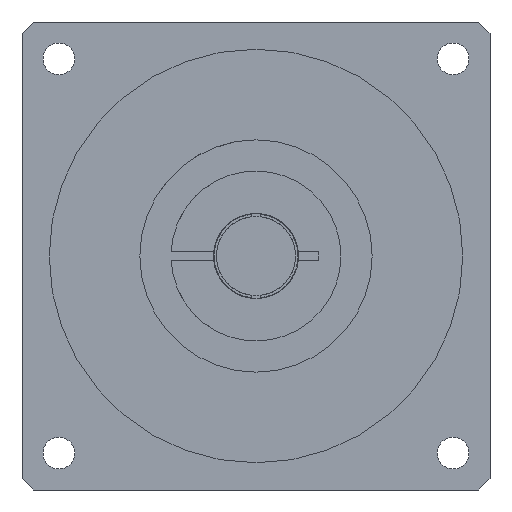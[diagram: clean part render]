
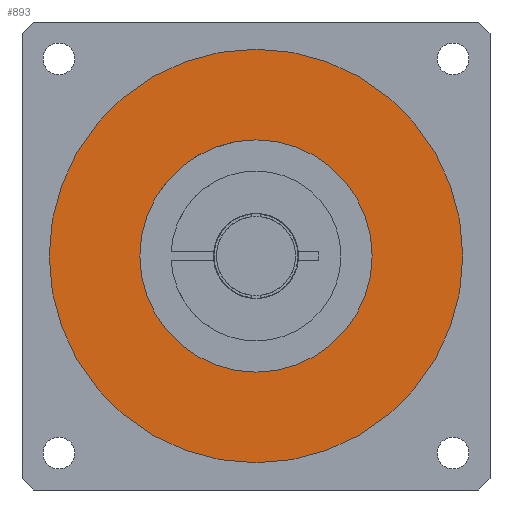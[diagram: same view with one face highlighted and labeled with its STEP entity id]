
A CAD part, front view. The second image highlights one B-rep face of the part: STEP entity #893.
In plain terms, the highlighted planar face has unit normal (0, -1, 0).
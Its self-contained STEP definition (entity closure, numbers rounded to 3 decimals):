
#97 = ORIENTED_EDGE ( 'NONE', *, *, #3040, .T. ) ;
#160 = DIRECTION ( 'NONE',  ( 0., -1., 0. ) ) ;
#181 = CARTESIAN_POINT ( 'NONE',  ( 0., -77., 0. ) ) ;
#185 = EDGE_CURVE ( 'NONE', #3245, #998, #3063, .T. ) ;
#186 = AXIS2_PLACEMENT_3D ( 'NONE', #1919, #4343, #2249 ) ;
#248 = CARTESIAN_POINT ( 'NONE',  ( 0., -77., 36.5 ) ) ;
#298 = EDGE_LOOP ( 'NONE', ( #2918, #796 ) ) ;
#463 = DIRECTION ( 'NONE',  ( 0., 1., 0. ) ) ;
#531 = CIRCLE ( 'NONE', #2376, 20.5 ) ;
#540 = DIRECTION ( 'NONE',  ( 0., 0., -1. ) ) ;
#586 = CARTESIAN_POINT ( 'NONE',  ( 0., -77., 20.5 ) ) ;
#592 = EDGE_LOOP ( 'NONE', ( #626, #97 ) ) ;
#626 = ORIENTED_EDGE ( 'NONE', *, *, #185, .T. ) ;
#796 = ORIENTED_EDGE ( 'NONE', *, *, #1264, .T. ) ;
#893 = ADVANCED_FACE ( 'NONE', ( #3935, #4261 ), #1552, .T. ) ;
#977 = CARTESIAN_POINT ( 'NONE',  ( 0., -77., -36.5 ) ) ;
#998 = VERTEX_POINT ( 'NONE', #586 ) ;
#1061 = AXIS2_PLACEMENT_3D ( 'NONE', #181, #2620, #540 ) ;
#1264 = EDGE_CURVE ( 'NONE', #4345, #2460, #4257, .T. ) ;
#1552 = PLANE ( 'NONE',  #4250 ) ;
#1919 = CARTESIAN_POINT ( 'NONE',  ( 0., -77., 0. ) ) ;
#1973 = CARTESIAN_POINT ( 'NONE',  ( 0., -77., 0. ) ) ;
#2058 = CIRCLE ( 'NONE', #186, 36.5 ) ;
#2249 = DIRECTION ( 'NONE',  ( 0., 0., -1. ) ) ;
#2308 = DIRECTION ( 'NONE',  ( 0., 0., -1. ) ) ;
#2376 = AXIS2_PLACEMENT_3D ( 'NONE', #2544, #463, #2894 ) ;
#2460 = VERTEX_POINT ( 'NONE', #977 ) ;
#2544 = CARTESIAN_POINT ( 'NONE',  ( 0., -77., 0. ) ) ;
#2595 = DIRECTION ( 'NONE',  ( 0., 0., -1. ) ) ;
#2620 = DIRECTION ( 'NONE',  ( 0., -1., 0. ) ) ;
#2644 = AXIS2_PLACEMENT_3D ( 'NONE', #1973, #4411, #2308 ) ;
#2894 = DIRECTION ( 'NONE',  ( 0., 0., -1. ) ) ;
#2918 = ORIENTED_EDGE ( 'NONE', *, *, #3122, .T. ) ;
#3040 = EDGE_CURVE ( 'NONE', #998, #3245, #531, .T. ) ;
#3063 = CIRCLE ( 'NONE', #2644, 20.5 ) ;
#3122 = EDGE_CURVE ( 'NONE', #2460, #4345, #2058, .T. ) ;
#3202 = CARTESIAN_POINT ( 'NONE',  ( 0., -77., -20.5 ) ) ;
#3245 = VERTEX_POINT ( 'NONE', #3202 ) ;
#3935 = FACE_OUTER_BOUND ( 'NONE', #298, .T. ) ;
#3987 = CARTESIAN_POINT ( 'NONE',  ( 0., -77., 0. ) ) ;
#4250 = AXIS2_PLACEMENT_3D ( 'NONE', #3987, #160, #2595 ) ;
#4257 = CIRCLE ( 'NONE', #1061, 36.5 ) ;
#4261 = FACE_BOUND ( 'NONE', #592, .T. ) ;
#4343 = DIRECTION ( 'NONE',  ( 0., -1., 0. ) ) ;
#4345 = VERTEX_POINT ( 'NONE', #248 ) ;
#4411 = DIRECTION ( 'NONE',  ( 0., 1., 0. ) ) ;
